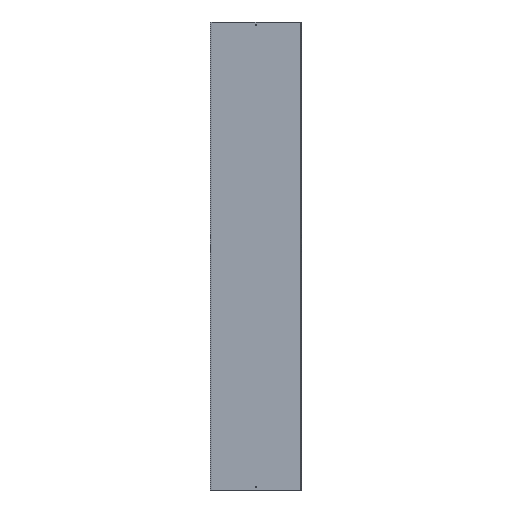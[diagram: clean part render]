
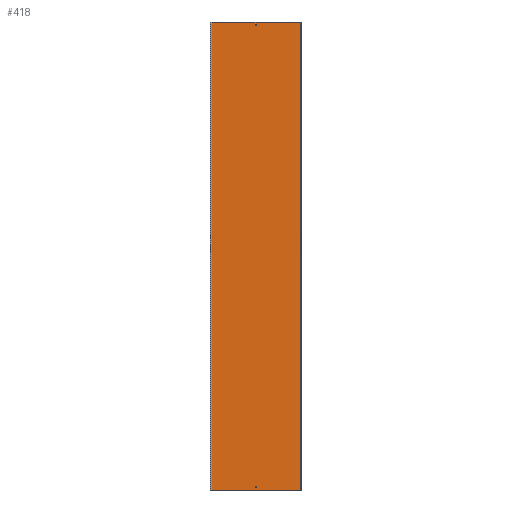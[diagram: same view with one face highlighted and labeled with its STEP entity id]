
A CAD part, front view. The second image highlights one B-rep face of the part: STEP entity #418.
In plain terms, the highlighted planar face has unit normal (0, -1, 0).
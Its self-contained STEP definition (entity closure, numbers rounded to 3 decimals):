
#10 = ORIENTED_EDGE ( 'NONE', *, *, #498, .T. ) ;
#13 = DIRECTION ( 'NONE',  ( -1., 0., 0. ) ) ;
#16 = CARTESIAN_POINT ( 'NONE',  ( -2.75, -1.5, -1236. ) ) ;
#24 = DIRECTION ( 'NONE',  ( -1., 0., 0. ) ) ;
#26 = DIRECTION ( 'NONE',  ( 0., 1., 0. ) ) ;
#29 = CARTESIAN_POINT ( 'NONE',  ( 0., -1.5, -1236. ) ) ;
#35 = VERTEX_POINT ( 'NONE', #16 ) ;
#36 = ORIENTED_EDGE ( 'NONE', *, *, #446, .F. ) ;
#46 = ORIENTED_EDGE ( 'NONE', *, *, #454, .F. ) ;
#63 = EDGE_CURVE ( 'NONE', #35, #265, #582, .T. ) ;
#75 = CARTESIAN_POINT ( 'NONE',  ( 0., -1.5, 1236. ) ) ;
#79 = CIRCLE ( 'NONE', #158, 2.75 ) ;
#81 = CARTESIAN_POINT ( 'NONE',  ( -241.817, -1.5, -1250. ) ) ;
#82 = VERTEX_POINT ( 'NONE', #270 ) ;
#83 = CARTESIAN_POINT ( 'NONE',  ( 244., -1.5, 1250. ) ) ;
#86 = ORIENTED_EDGE ( 'NONE', *, *, #473, .F. ) ;
#98 = VERTEX_POINT ( 'NONE', #467 ) ;
#107 = CARTESIAN_POINT ( 'NONE',  ( -241.817, -1.5, 1250. ) ) ;
#120 = CARTESIAN_POINT ( 'NONE',  ( 241.817, -1.5, 1250. ) ) ;
#125 = CARTESIAN_POINT ( 'NONE',  ( -241.817, -1.5, 1250. ) ) ;
#131 = DIRECTION ( 'NONE',  ( -1., 0., 0. ) ) ;
#138 = VERTEX_POINT ( 'NONE', #81 ) ;
#148 = CIRCLE ( 'NONE', #206, 2.75 ) ;
#154 = CARTESIAN_POINT ( 'NONE',  ( 241.817, -1.5, 1250. ) ) ;
#156 = EDGE_CURVE ( 'NONE', #569, #550, #275, .T. ) ;
#158 = AXIS2_PLACEMENT_3D ( 'NONE', #245, #450, #13 ) ;
#169 = DIRECTION ( 'NONE',  ( 0., -1., 0. ) ) ;
#175 = DIRECTION ( 'NONE',  ( 1., 0., 0. ) ) ;
#185 = EDGE_LOOP ( 'NONE', ( #416, #36 ) ) ;
#191 = VECTOR ( 'NONE', #210, 1000. ) ;
#206 = AXIS2_PLACEMENT_3D ( 'NONE', #75, #551, #463 ) ;
#210 = DIRECTION ( 'NONE',  ( 0., 0., -1. ) ) ;
#212 = LINE ( 'NONE', #125, #347 ) ;
#227 = ORIENTED_EDGE ( 'NONE', *, *, #156, .F. ) ;
#234 = EDGE_LOOP ( 'NONE', ( #241, #46 ) ) ;
#236 = VERTEX_POINT ( 'NONE', #567 ) ;
#239 = ORIENTED_EDGE ( 'NONE', *, *, #426, .T. ) ;
#241 = ORIENTED_EDGE ( 'NONE', *, *, #63, .F. ) ;
#245 = CARTESIAN_POINT ( 'NONE',  ( 0., -1.5, 1236. ) ) ;
#257 = VECTOR ( 'NONE', #261, 1000. ) ;
#261 = DIRECTION ( 'NONE',  ( 1., 0., 0. ) ) ;
#265 = VERTEX_POINT ( 'NONE', #280 ) ;
#266 = DIRECTION ( 'NONE',  ( 0., 0., -1. ) ) ;
#269 = PLANE ( 'NONE',  #572 ) ;
#270 = CARTESIAN_POINT ( 'NONE',  ( 241.817, -1.5, -1250. ) ) ;
#275 = LINE ( 'NONE', #474, #442 ) ;
#280 = CARTESIAN_POINT ( 'NONE',  ( 2.75, -1.5, -1236. ) ) ;
#292 = AXIS2_PLACEMENT_3D ( 'NONE', #499, #455, #548 ) ;
#305 = FACE_BOUND ( 'NONE', #185, .T. ) ;
#315 = EDGE_LOOP ( 'NONE', ( #10, #86, #227, #239 ) ) ;
#343 = CARTESIAN_POINT ( 'NONE',  ( 244., -1.5, -1250. ) ) ;
#347 = VECTOR ( 'NONE', #266, 1000. ) ;
#352 = LINE ( 'NONE', #120, #191 ) ;
#354 = FACE_OUTER_BOUND ( 'NONE', #315, .T. ) ;
#416 = ORIENTED_EDGE ( 'NONE', *, *, #525, .F. ) ;
#418 = ADVANCED_FACE ( 'NONE', ( #453, #305, #354 ), #269, .F. ) ;
#426 = EDGE_CURVE ( 'NONE', #569, #138, #212, .T. ) ;
#442 = VECTOR ( 'NONE', #175, 1000. ) ;
#446 = EDGE_CURVE ( 'NONE', #98, #236, #148, .T. ) ;
#450 = DIRECTION ( 'NONE',  ( 0., -1., 0. ) ) ;
#453 = FACE_BOUND ( 'NONE', #234, .T. ) ;
#454 = EDGE_CURVE ( 'NONE', #265, #35, #538, .T. ) ;
#455 = DIRECTION ( 'NONE',  ( 0., -1., 0. ) ) ;
#463 = DIRECTION ( 'NONE',  ( -1., 0., 0. ) ) ;
#467 = CARTESIAN_POINT ( 'NONE',  ( 2.75, -1.5, 1236. ) ) ;
#473 = EDGE_CURVE ( 'NONE', #550, #82, #352, .T. ) ;
#474 = CARTESIAN_POINT ( 'NONE',  ( 244., -1.5, 1250. ) ) ;
#498 = EDGE_CURVE ( 'NONE', #138, #82, #500, .T. ) ;
#499 = CARTESIAN_POINT ( 'NONE',  ( 0., -1.5, -1236. ) ) ;
#500 = LINE ( 'NONE', #343, #257 ) ;
#525 = EDGE_CURVE ( 'NONE', #236, #98, #79, .T. ) ;
#538 = CIRCLE ( 'NONE', #553, 2.75 ) ;
#548 = DIRECTION ( 'NONE',  ( -1., 0., 0. ) ) ;
#550 = VERTEX_POINT ( 'NONE', #154 ) ;
#551 = DIRECTION ( 'NONE',  ( 0., -1., 0. ) ) ;
#553 = AXIS2_PLACEMENT_3D ( 'NONE', #29, #169, #24 ) ;
#567 = CARTESIAN_POINT ( 'NONE',  ( -2.75, -1.5, 1236. ) ) ;
#569 = VERTEX_POINT ( 'NONE', #107 ) ;
#572 = AXIS2_PLACEMENT_3D ( 'NONE', #83, #26, #131 ) ;
#582 = CIRCLE ( 'NONE', #292, 2.75 ) ;
